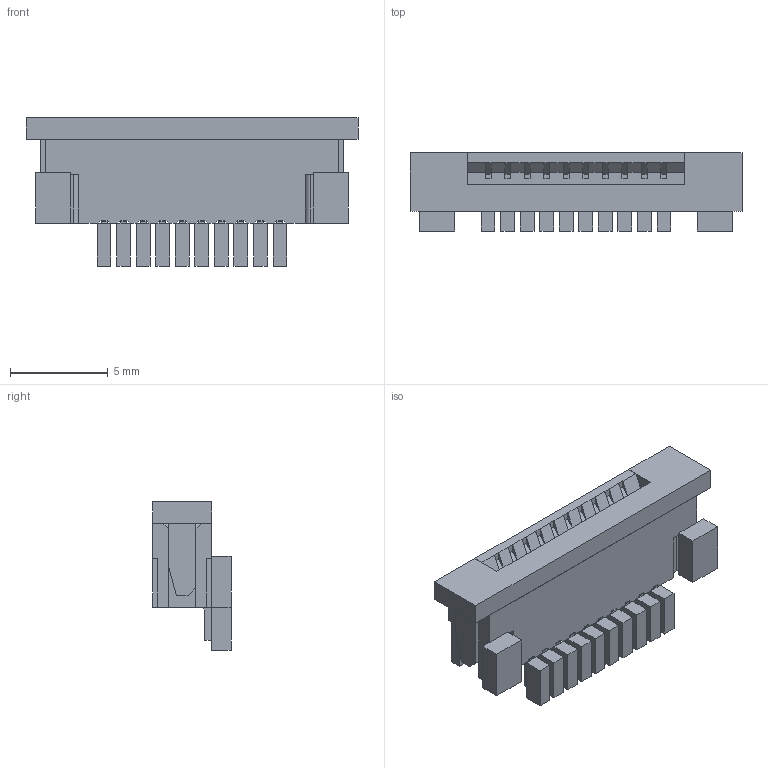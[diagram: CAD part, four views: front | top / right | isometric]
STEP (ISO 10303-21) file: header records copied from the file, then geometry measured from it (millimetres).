
FILE_DESCRIPTION(/* description */ ('Unknown'),/* implementation_level */ '2;1');
FILE_NAME(/* name */ '68611014122',/* time_stamp */ '2016-01-26T10:36:10+01:00',/* author */ ('Unknown'),/* organization */ ('Unknown'),/* preprocessor_version */ 'ST-DEVELOPER v16',/* originating_system */ 'DEX',/* authorisation */ $);
FILE_SCHEMA (('AUTOMOTIVE_DESIGN {1 0 10303 214 3 1 1}'));
Length unit declared in the file: millimetre
Products named in the file (7): 6861xx14122; 68611014122; 6861xx14122_PIN; 6860xx14122_FLANGE; 6860xx14122_FLANGE-BIS; 68611014122_PAD; Layout
Assembly tree (15 placements, depth 2):
  6861xx14122
    68611014122
    6861xx14122_PIN  x10
    6860xx14122_FLANGE
    6860xx14122_FLANGE-BIS
    68611014122_PAD
    Layout
Bounding box: 17 x 4 x 7.6 mm (x, y, z)
Volume: 236.7 mm3; surface area: 1034 mm2
Topology: 26 solids, 26 shells, 651 faces, 1799 edges, 1162 vertices
Faces by surface type: plane 639, cylinder 12
Entity records: 14747 total; most frequent: CARTESIAN_POINT 2584, ORIENTED_EDGE 2572, DIRECTION 2266, EDGE_CURVE 1286, LINE 1262, VECTOR 1262, VERTEX_POINT 820, AXIS2_PLACEMENT_3D 502
